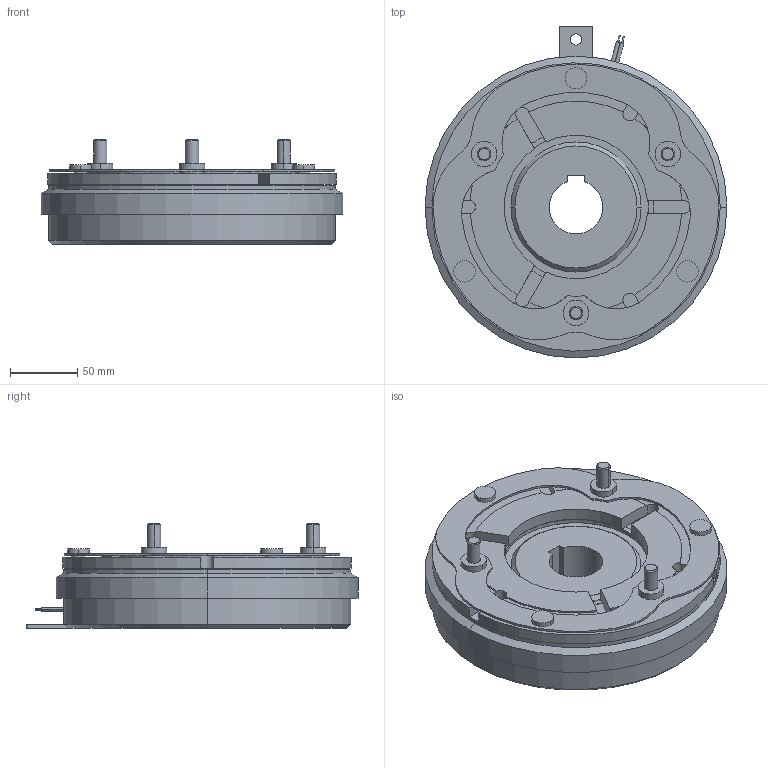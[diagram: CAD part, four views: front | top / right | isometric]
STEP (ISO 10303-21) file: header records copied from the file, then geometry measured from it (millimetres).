
FILE_DESCRIPTION (( 'STEP AP203' ), '1' );
FILE_NAME ('VCE 20_23784900_rev1.STEP', '2020-02-17T02:44:24', ( '' ), ( '' ), 'SwSTEP 2.0', 'SolidWorks 2018', '' );
FILE_SCHEMA (( 'CONFIG_CONTROL_DESIGN' ));
Length unit declared in the file: millimetre
Products named in the file (1): VCE 20_23784900_rev1
Bounding box: 225 x 247.5 x 78 mm (x, y, z)
Volume: 1815207.3 mm3; surface area: 208801.1 mm2
Topology: 1 solids, 1 shells, 283 faces, 737 edges, 467 vertices
Faces by surface type: cylinder 149, plane 110, cone 18, sphere 6
Entity records: 8932 total; most frequent: DIRECTION 1675, CARTESIAN_POINT 1553, ORIENTED_EDGE 1462, EDGE_CURVE 731, AXIS2_PLACEMENT_3D 665, VERTEX_POINT 467, CIRCLE 381, VECTOR 345
